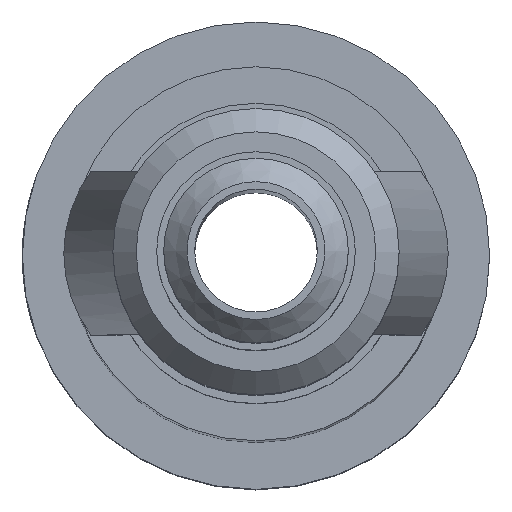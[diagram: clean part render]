
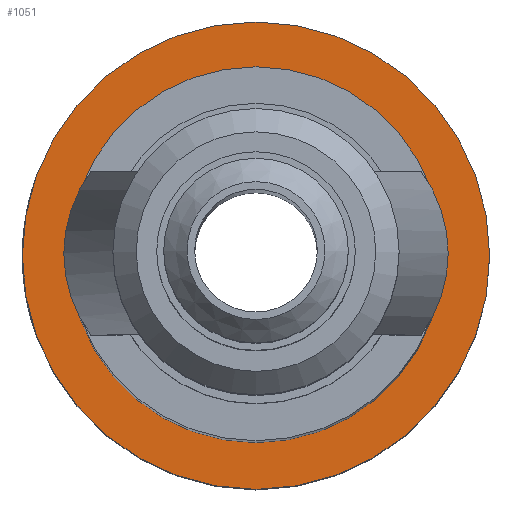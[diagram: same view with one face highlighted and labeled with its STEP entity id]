
A CAD part, top view. The second image highlights one B-rep face of the part: STEP entity #1051.
In plain terms, the highlighted planar face has unit normal (0, 0, 1).
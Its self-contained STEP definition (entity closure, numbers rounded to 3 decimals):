
#940=PLANE('',#4358);
#1051=ADVANCED_FACE('',(#1274,#1275),#940,.T.);
#1274=FACE_BOUND('',#1363,.T.);
#1275=FACE_BOUND('',#1364,.T.);
#1363=EDGE_LOOP('',(#1634));
#1364=EDGE_LOOP('',(#1635));
#1634=ORIENTED_EDGE('',*,*,#2682,.F.);
#1635=ORIENTED_EDGE('',*,*,#2681,.T.);
#2408=VERTEX_POINT('',#6001);
#2409=VERTEX_POINT('',#6004);
#2681=EDGE_CURVE('',#2408,#2408,#3094,.T.);
#2682=EDGE_CURVE('',#2409,#2409,#3095,.T.);
#3094=CIRCLE('',#4355,2.);
#3095=CIRCLE('',#4357,1.6);
#4355=AXIS2_PLACEMENT_3D('',#6000,#4831,#4832);
#4357=AXIS2_PLACEMENT_3D('',#6003,#4835,#4836);
#4358=AXIS2_PLACEMENT_3D('',#6005,#4837,#4838);
#4831=DIRECTION('',(0.,0.,1.));
#4832=DIRECTION('',(-1.,0.,0.));
#4835=DIRECTION('',(0.,0.,1.));
#4836=DIRECTION('',(-1.,0.,0.));
#4837=DIRECTION('',(0.,0.,1.));
#4838=DIRECTION('',(-1.,0.,0.));
#6000=CARTESIAN_POINT('',(0.,0.,-9.5));
#6001=CARTESIAN_POINT('',(-2.,0.,-9.5));
#6003=CARTESIAN_POINT('',(0.,0.,-9.5));
#6004=CARTESIAN_POINT('',(-1.6,0.,-9.5));
#6005=CARTESIAN_POINT('',(2.2,2.2,-9.5));
